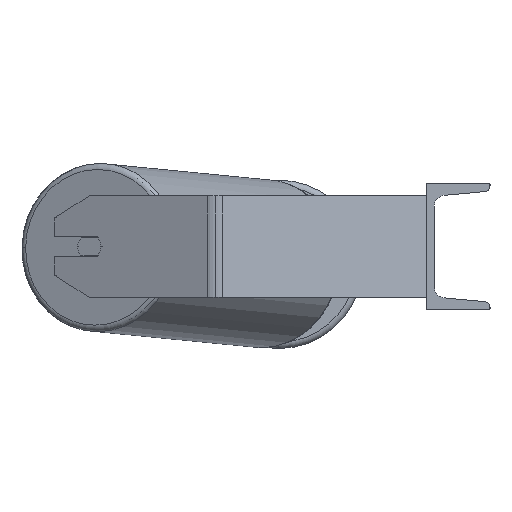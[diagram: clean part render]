
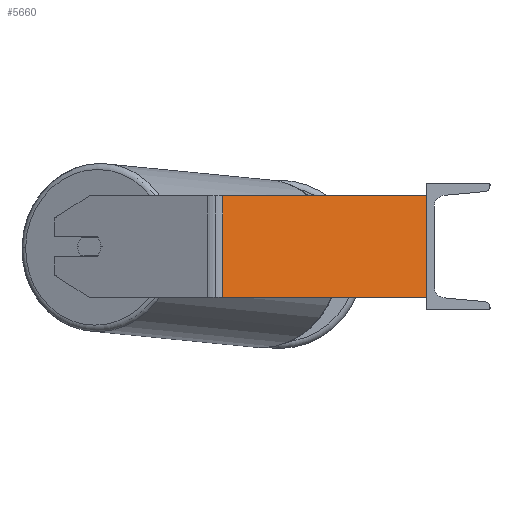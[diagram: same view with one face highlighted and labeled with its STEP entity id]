
A CAD part, left-side view. The second image highlights one B-rep face of the part: STEP entity #5660.
In plain terms, the highlighted planar face has unit normal (-0.94, -0.342, 0).
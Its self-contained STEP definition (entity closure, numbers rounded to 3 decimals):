
#102 = CARTESIAN_POINT ( 'NONE',  ( -545.916, 167.367, 40. ) ) ;
#429 = AXIS2_PLACEMENT_3D ( 'NONE', #7311, #931, #1647 ) ;
#831 = ORIENTED_EDGE ( 'NONE', *, *, #5330, .F. ) ;
#931 = DIRECTION ( 'NONE',  ( 0.94, 0.342, 0. ) ) ;
#1019 = DIRECTION ( 'NONE',  ( 0., 0., -1. ) ) ;
#1461 = VERTEX_POINT ( 'NONE', #9042 ) ;
#1647 = DIRECTION ( 'NONE',  ( -0.342, 0.94, 0. ) ) ;
#1692 = FACE_OUTER_BOUND ( 'NONE', #8491, .T. ) ;
#1752 = VERTEX_POINT ( 'NONE', #6070 ) ;
#2340 = EDGE_CURVE ( 'NONE', #1752, #6189, #5094, .T. ) ;
#2602 = EDGE_CURVE ( 'NONE', #6189, #2885, #8417, .T. ) ;
#2885 = VERTEX_POINT ( 'NONE', #5801 ) ;
#2989 = CARTESIAN_POINT ( 'NONE',  ( -543.65, 161.139, 40. ) ) ;
#3503 = ORIENTED_EDGE ( 'NONE', *, *, #5099, .F. ) ;
#3538 = LINE ( 'NONE', #102, #8426 ) ;
#4071 = CARTESIAN_POINT ( 'NONE',  ( -543.65, 161.139, -40. ) ) ;
#4503 = PLANE ( 'NONE',  #429 ) ;
#5094 = LINE ( 'NONE', #2989, #6314 ) ;
#5099 = EDGE_CURVE ( 'NONE', #1752, #1461, #3538, .T. ) ;
#5127 = VECTOR ( 'NONE', #6292, 1000. ) ;
#5162 = ORIENTED_EDGE ( 'NONE', *, *, #2602, .T. ) ;
#5330 = EDGE_CURVE ( 'NONE', #1461, #2885, #7349, .T. ) ;
#5654 = DIRECTION ( 'NONE',  ( 0.342, -0.94, 0. ) ) ;
#5660 = ADVANCED_FACE ( 'NONE', ( #1692 ), #4503, .F. ) ;
#5801 = CARTESIAN_POINT ( 'NONE',  ( -485., 0., -40. ) ) ;
#6070 = CARTESIAN_POINT ( 'NONE',  ( -543.65, 161.139, 40. ) ) ;
#6189 = VERTEX_POINT ( 'NONE', #4071 ) ;
#6292 = DIRECTION ( 'NONE',  ( 0.342, -0.94, 0. ) ) ;
#6314 = VECTOR ( 'NONE', #8738, 1000. ) ;
#7059 = ORIENTED_EDGE ( 'NONE', *, *, #2340, .T. ) ;
#7311 = CARTESIAN_POINT ( 'NONE',  ( -545.916, 167.367, 40. ) ) ;
#7349 = LINE ( 'NONE', #8686, #8845 ) ;
#8417 = LINE ( 'NONE', #9116, #5127 ) ;
#8426 = VECTOR ( 'NONE', #5654, 1000. ) ;
#8491 = EDGE_LOOP ( 'NONE', ( #5162, #831, #3503, #7059 ) ) ;
#8686 = CARTESIAN_POINT ( 'NONE',  ( -485., 0., 40. ) ) ;
#8738 = DIRECTION ( 'NONE',  ( 0., 0., -1. ) ) ;
#8845 = VECTOR ( 'NONE', #1019, 1000. ) ;
#9042 = CARTESIAN_POINT ( 'NONE',  ( -485., 0., 40. ) ) ;
#9116 = CARTESIAN_POINT ( 'NONE',  ( -545.916, 167.367, -40. ) ) ;
